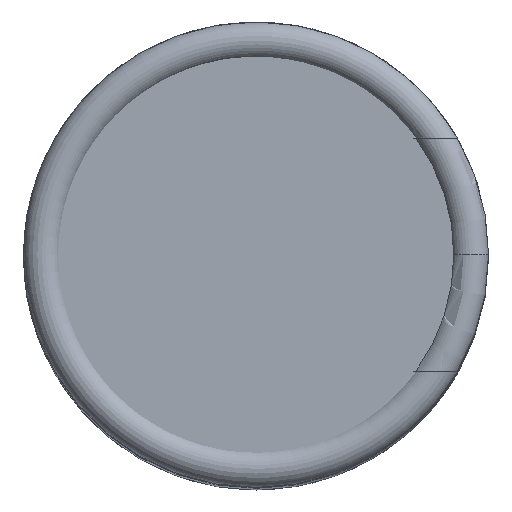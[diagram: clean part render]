
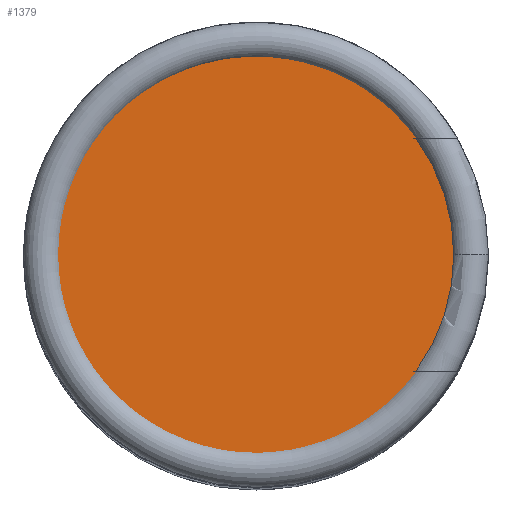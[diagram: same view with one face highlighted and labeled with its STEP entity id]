
A CAD part, top view. The second image highlights one B-rep face of the part: STEP entity #1379.
In plain terms, the highlighted planar face has unit normal (0, 0, 1).
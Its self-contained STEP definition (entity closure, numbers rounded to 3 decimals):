
#1350 = EDGE_CURVE('',#1351,#1351,#1353,.T.);
#1351 = VERTEX_POINT('',#1352);
#1352 = CARTESIAN_POINT('',(5.75,0.,39.75));
#1353 = CIRCLE('',#1354,5.75);
#1354 = AXIS2_PLACEMENT_3D('',#1355,#1356,#1357);
#1355 = CARTESIAN_POINT('',(0.,0.,39.75));
#1356 = DIRECTION('',(0.,0.,1.));
#1357 = DIRECTION('',(1.,0.,0.));
#1379 = ADVANCED_FACE('',(#1380),#1383,.T.);
#1380 = FACE_BOUND('',#1381,.T.);
#1381 = EDGE_LOOP('',(#1382));
#1382 = ORIENTED_EDGE('',*,*,#1350,.T.);
#1383 = PLANE('',#1384);
#1384 = AXIS2_PLACEMENT_3D('',#1385,#1386,#1387);
#1385 = CARTESIAN_POINT('',(0.,0.,39.75));
#1386 = DIRECTION('',(0.,0.,1.));
#1387 = DIRECTION('',(1.,0.,0.));
